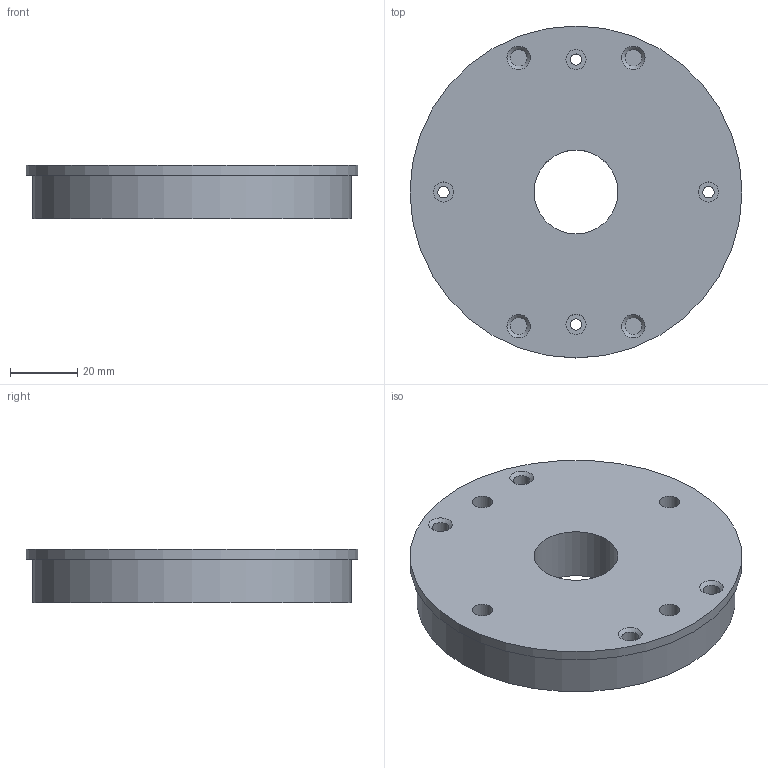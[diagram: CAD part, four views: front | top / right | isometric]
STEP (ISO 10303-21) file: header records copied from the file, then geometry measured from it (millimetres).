
FILE_DESCRIPTION(/* description */ (''),/* implementation_level */ '2;1');
FILE_NAME(/* name */ 'bearing_insert.step',/* time_stamp */ '2026-02-16T15:06:57-08:00',/* author */ (''),/* organization */ (''),/* preprocessor_version */ 'ST-DEVELOPER v20.1',/* originating_system */ 'Autodesk Translation Framework v14.24.0.0',/* authorisation */ '');
FILE_SCHEMA (('AUTOMOTIVE_DESIGN { 1 0 10303 214 3 1 1 }'));
Length unit declared in the file: millimetre
Products named in the file (4): Manuel 1.0; V4 robot arm; Waist; Bearing insert
Assembly tree (3 placements, depth 4):
  Manuel 1.0
    V4 robot arm
      Waist
        Bearing insert
Bounding box: 99 x 99 x 16 mm (x, y, z)
Volume: 105207.4 mm3; surface area: 21909.5 mm2
Topology: 1 solids, 1 shells, 30 faces, 53 edges, 34 vertices
Faces by surface type: cylinder 15, plane 11, cone 4
Full cylindrical faces by diameter (mm): 3.4 x4, 5 x4, 6 x4, 25 x1, 95 x1, 99 x1
Entity records: 859 total; most frequent: DIRECTION 161, CARTESIAN_POINT 124, ORIENTED_EDGE 106, AXIS2_PLACEMENT_3D 71, EDGE_CURVE 53, EDGE_LOOP 49, CIRCLE 34, VERTEX_POINT 34
